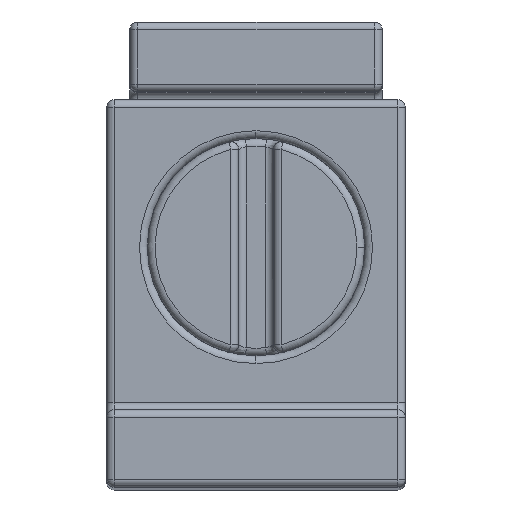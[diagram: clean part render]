
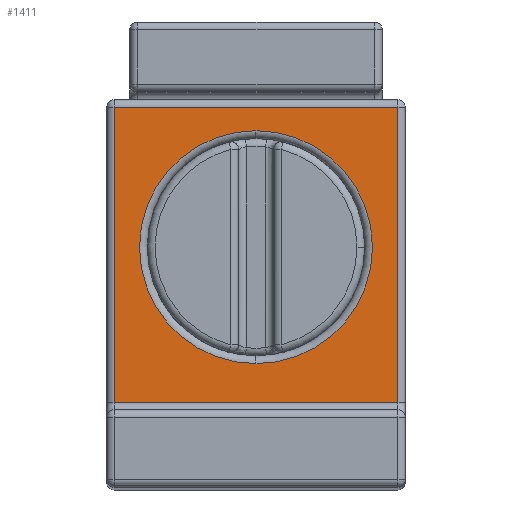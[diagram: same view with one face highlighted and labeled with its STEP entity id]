
A CAD part, top view. The second image highlights one B-rep face of the part: STEP entity #1411.
In plain terms, the highlighted planar face has unit normal (0, 0, 1).
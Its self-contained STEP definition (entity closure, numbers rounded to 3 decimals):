
#174 = VERTEX_POINT ( 'NONE', #2645 ) ;
#201 = VERTEX_POINT ( 'NONE', #2657 ) ;
#399 = EDGE_CURVE ( 'NONE', #174, #201, #3104, .T. ) ;
#1334 = VERTEX_POINT ( 'NONE', #4773 ) ;
#1341 = VERTEX_POINT ( 'NONE', #4758 ) ;
#1349 = ORIENTED_EDGE ( 'NONE', *, *, #1413, .T. ) ;
#1369 = EDGE_LOOP ( 'NONE', ( #1375, #1489 ) ) ;
#1375 = ORIENTED_EDGE ( 'NONE', *, *, #399, .T. ) ;
#1407 = EDGE_LOOP ( 'NONE', ( #1349, #1432, #1427, #1497 ) ) ;
#1411 = ADVANCED_FACE ( 'NONE', ( #4890, #4879 ), #4847, .F. ) ;
#1413 = EDGE_CURVE ( 'NONE', #1341, #1334, #4875, .T. ) ;
#1414 = EDGE_CURVE ( 'NONE', #1334, #1420, #4893, .T. ) ;
#1415 = VERTEX_POINT ( 'NONE', #4886 ) ;
#1420 = VERTEX_POINT ( 'NONE', #4927 ) ;
#1426 = EDGE_CURVE ( 'NONE', #201, #174, #4910, .T. ) ;
#1427 = ORIENTED_EDGE ( 'NONE', *, *, #1493, .T. ) ;
#1432 = ORIENTED_EDGE ( 'NONE', *, *, #1414, .T. ) ;
#1433 = EDGE_CURVE ( 'NONE', #1415, #1341, #4955, .T. ) ;
#1489 = ORIENTED_EDGE ( 'NONE', *, *, #1426, .T. ) ;
#1493 = EDGE_CURVE ( 'NONE', #1420, #1415, #5117, .T. ) ;
#1497 = ORIENTED_EDGE ( 'NONE', *, *, #1433, .T. ) ;
#2645 = CARTESIAN_POINT ( 'NONE',  ( 0., 9.2, 12. ) ) ;
#2657 = CARTESIAN_POINT ( 'NONE',  ( 0., 3.2, 12. ) ) ;
#3057 = CARTESIAN_POINT ( 'NONE',  ( 0., 6.2, 12. ) ) ;
#3092 = DIRECTION ( 'NONE',  ( 0., 1., 0. ) ) ;
#3093 = DIRECTION ( 'NONE',  ( 0., 0., -1. ) ) ;
#3098 = AXIS2_PLACEMENT_3D ( 'NONE', #3057, #3093, #3092 ) ;
#3104 = CIRCLE ( 'NONE', #3098, 3. ) ;
#4758 = CARTESIAN_POINT ( 'NONE',  ( 3.65, 9.8, 12. ) ) ;
#4773 = CARTESIAN_POINT ( 'NONE',  ( -3.65, 9.8, 12. ) ) ;
#4847 = PLANE ( 'NONE',  #4851 ) ;
#4851 = AXIS2_PLACEMENT_3D ( 'NONE', #4891, #4874, #4873 ) ;
#4869 = DIRECTION ( 'NONE',  ( -1., 0., 0. ) ) ;
#4870 = VECTOR ( 'NONE', #4869, 1000. ) ;
#4871 = CARTESIAN_POINT ( 'NONE',  ( -3.85, 9.8, 12. ) ) ;
#4872 = AXIS2_PLACEMENT_3D ( 'NONE', #4918, #4907, #4906 ) ;
#4873 = DIRECTION ( 'NONE',  ( 0., 1., 0. ) ) ;
#4874 = DIRECTION ( 'NONE',  ( 0., 0., -1. ) ) ;
#4875 = LINE ( 'NONE', #4871, #4870 ) ;
#4879 = FACE_BOUND ( 'NONE', #1369, .T. ) ;
#4886 = CARTESIAN_POINT ( 'NONE',  ( 3.65, 2.2, 12. ) ) ;
#4890 = FACE_OUTER_BOUND ( 'NONE', #1407, .T. ) ;
#4891 = CARTESIAN_POINT ( 'NONE',  ( -3.85, 10., 12. ) ) ;
#4892 = CARTESIAN_POINT ( 'NONE',  ( -3.65, 10., 12. ) ) ;
#4893 = LINE ( 'NONE', #4892, #4929 ) ;
#4906 = DIRECTION ( 'NONE',  ( 0., 1., 0. ) ) ;
#4907 = DIRECTION ( 'NONE',  ( 0., 0., -1. ) ) ;
#4910 = CIRCLE ( 'NONE', #4872, 3. ) ;
#4918 = CARTESIAN_POINT ( 'NONE',  ( 0., 6.2, 12. ) ) ;
#4927 = CARTESIAN_POINT ( 'NONE',  ( -3.65, 2.2, 12. ) ) ;
#4928 = DIRECTION ( 'NONE',  ( 0., -1., 0. ) ) ;
#4929 = VECTOR ( 'NONE', #4928, 1000. ) ;
#4952 = DIRECTION ( 'NONE',  ( 0., 1., 0. ) ) ;
#4953 = VECTOR ( 'NONE', #4952, 1000. ) ;
#4954 = CARTESIAN_POINT ( 'NONE',  ( 3.65, 10., 12. ) ) ;
#4955 = LINE ( 'NONE', #4954, #4953 ) ;
#5114 = DIRECTION ( 'NONE',  ( 1., 0., 0. ) ) ;
#5115 = VECTOR ( 'NONE', #5114, 1000. ) ;
#5116 = CARTESIAN_POINT ( 'NONE',  ( 3.85, 2.2, 12. ) ) ;
#5117 = LINE ( 'NONE', #5116, #5115 ) ;
